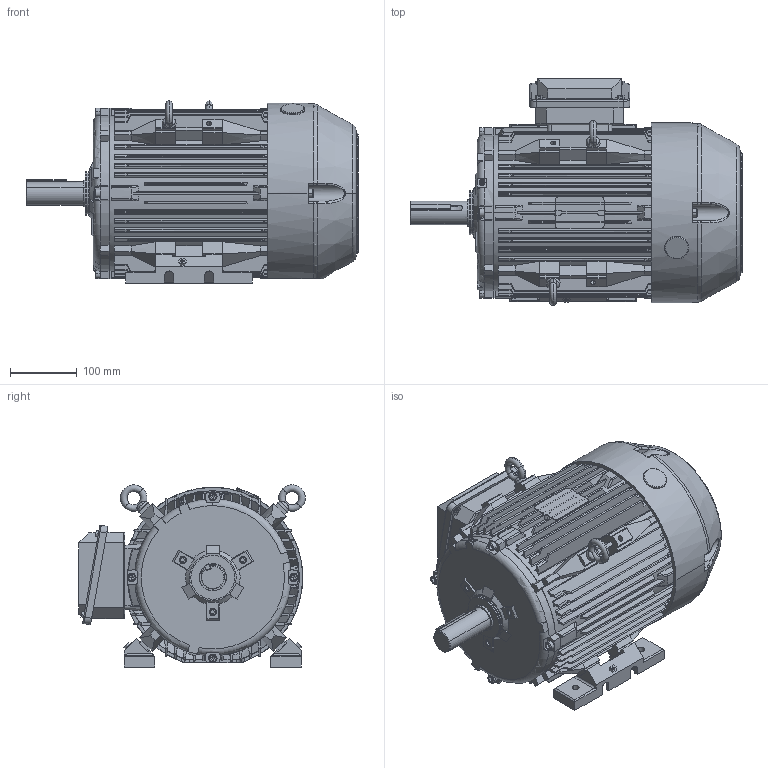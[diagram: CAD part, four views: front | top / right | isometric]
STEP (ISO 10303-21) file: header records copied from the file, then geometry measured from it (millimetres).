
FILE_DESCRIPTION (( 'STEP AP203' ), '1' );
FILE_NAME ('841-213T俋倛芞.STEP', '2019-04-18T07:00:46', ( 'abc' ), ( '' ), 'SwSTEP 2.0', 'SolidWorks 2008', '' );
FILE_SCHEMA (( 'CONFIG_CONTROL_DESIGN' ));
Length unit declared in the file: millimetre
Products named in the file (21): 新213T B5机壳加工_默认; TX 132 开式轴承端盖加工_默认; 迷宫式油封40-58-16_默认; M8-30_默认; M6-20_默认; 铜油嘴M6_默认; M6-10 a_默认; 吊环M8_默认; 841-213T俋倛芞; NEMA 213 底脚（接地）_默认; 841-213T转子_默认; 841-213T转轴_默认; 6308_默认; 132风叶_默认; 210T(132)_默认; TX 132铸铁风罩(841)_默认; 扣塞_默认; 放油嘴_默认; 210T平键_默认; NEMA 180-210T接线盒座(斜)_默认; NEMA 180-210T接线盒盖(斜)_默认
Assembly tree (41 placements, depth 3):
  841-213T俋倛芞
    NEMA 213 底脚（接地）_默认  x2
    210T(132)_默认  x3
    M6-10 a_默认  x6
    132风叶_默认
    M8-30_默认  x8
    放油嘴_默认  x2
    迷宫式油封40-58-16_默认
    841-213T转子_默认
      6308_默认  x2
      841-213T转轴_默认
    TX 132 开式轴承端盖加工_默认  x2
    M6-20_默认  x3
    铜油嘴M6_默认
    TX 132铸铁风罩(841)_默认
    210T平键_默认
    扣塞_默认
    新213T B5机壳加工_默认
    吊环M8_默认  x2
    NEMA 180-210T接线盒座(斜)_默认
    NEMA 180-210T接线盒盖(斜)_默认
Bounding box: 498.15 x 339.94 x 273.47 mm (x, y, z)
Volume: 5188067.1 mm3; surface area: 1687290.3 mm2
Topology: 41 solids, 41 shells, 3099 faces, 8125 edges, 5121 vertices
Faces by surface type: plane 1446, cylinder 981, torus 309, cone 202, bspline 157, sphere 4
Entity records: 84235 total; most frequent: CARTESIAN_POINT 25136, ORIENTED_EDGE 12180, DIRECTION 11443, EDGE_CURVE 6090, AXIS2_PLACEMENT_3D 4241, VERTEX_POINT 3870, VECTOR 2961, LINE 2961
